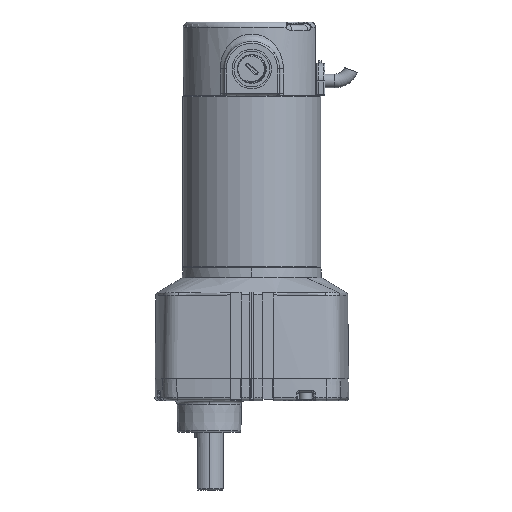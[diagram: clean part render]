
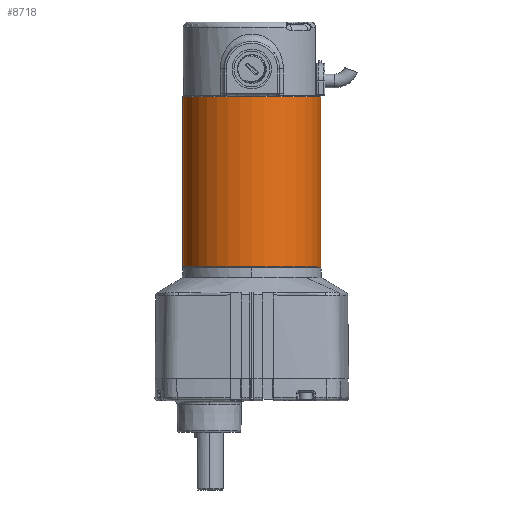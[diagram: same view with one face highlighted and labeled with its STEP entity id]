
A CAD part, left-side view. The second image highlights one B-rep face of the part: STEP entity #8718.
In plain terms, the highlighted cylindrical face has radius 30.671 mm (diameter 61.341 mm), a partial arc.
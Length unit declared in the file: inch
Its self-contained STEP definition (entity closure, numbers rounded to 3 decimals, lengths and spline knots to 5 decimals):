
#536 = VERTEX_POINT ( 'NONE', #22504 ) ;
#4997 = CARTESIAN_POINT ( 'NONE',  ( 0., 1.2075, 0.015 ) ) ;
#5006 = CARTESIAN_POINT ( 'NONE',  ( 0., -1.2075, 0.015 ) ) ;
#5197 = CARTESIAN_POINT ( 'NONE',  ( 0., -1.2075, 2.985 ) ) ;
#8718 = ADVANCED_FACE ( 'NONE', ( #21430 ), #21423, .T. ) ;
#12398 = AXIS2_PLACEMENT_3D ( 'NONE', #34781, #34782, #34783 ) ;
#14286 = AXIS2_PLACEMENT_3D ( 'NONE', #33665, #33667, #33670 ) ;
#15475 = AXIS2_PLACEMENT_3D ( 'NONE', #15573, #15671, #15604 ) ;
#15573 = CARTESIAN_POINT ( 'NONE',  ( 0., 0., 0. ) ) ;
#15604 = DIRECTION ( 'NONE',  ( 0., 1., 0. ) ) ;
#15671 = DIRECTION ( 'NONE',  ( 0., 0., -1. ) ) ;
#15851 = VERTEX_POINT ( 'NONE', #4997 ) ;
#15860 = VERTEX_POINT ( 'NONE', #5006 ) ;
#16051 = VERTEX_POINT ( 'NONE', #5197 ) ;
#17602 = CIRCLE ( 'NONE', #12398, 1.2075 ) ;
#17947 = VECTOR ( 'NONE', #30747, 39.37008 ) ;
#17950 = LINE ( 'NONE', #30746, #17947 ) ;
#18022 = VECTOR ( 'NONE', #30386, 39.37008 ) ;
#18025 = LINE ( 'NONE', #30385, #18022 ) ;
#18138 = CIRCLE ( 'NONE', #14286, 1.2075 ) ;
#21423 = CYLINDRICAL_SURFACE ( 'NONE', #15475, 1.2075 ) ;
#21430 = FACE_OUTER_BOUND ( 'NONE', #36499, .T. ) ;
#22504 = CARTESIAN_POINT ( 'NONE',  ( 0., 1.2075, 2.985 ) ) ;
#27783 = ORIENTED_EDGE ( 'NONE', *, *, #33203, .F. ) ;
#27785 = ORIENTED_EDGE ( 'NONE', *, *, #32894, .T. ) ;
#27786 = ORIENTED_EDGE ( 'NONE', *, *, #33474, .T. ) ;
#27788 = ORIENTED_EDGE ( 'NONE', *, *, #34341, .F. ) ;
#30385 = CARTESIAN_POINT ( 'NONE',  ( 0., -1.2075, 0. ) ) ;
#30386 = DIRECTION ( 'NONE',  ( 0., 0., -1. ) ) ;
#30746 = CARTESIAN_POINT ( 'NONE',  ( 0., 1.2075, 0. ) ) ;
#30747 = DIRECTION ( 'NONE',  ( 0., 0., -1. ) ) ;
#32894 = EDGE_CURVE ( 'NONE', #16051, #536, #18138, .T. ) ;
#33203 = EDGE_CURVE ( 'NONE', #16051, #15860, #18025, .T. ) ;
#33474 = EDGE_CURVE ( 'NONE', #536, #15851, #17950, .T. ) ;
#33665 = CARTESIAN_POINT ( 'NONE',  ( 0., 0., 2.985 ) ) ;
#33667 = DIRECTION ( 'NONE',  ( 0., 0., -1. ) ) ;
#33670 = DIRECTION ( 'NONE',  ( 0., 1., 0. ) ) ;
#34341 = EDGE_CURVE ( 'NONE', #15860, #15851, #17602, .T. ) ;
#34781 = CARTESIAN_POINT ( 'NONE',  ( 0., 0., 0.015 ) ) ;
#34782 = DIRECTION ( 'NONE',  ( 0., 0., -1. ) ) ;
#34783 = DIRECTION ( 'NONE',  ( 0., 1., 0. ) ) ;
#36499 = EDGE_LOOP ( 'NONE', ( #27783, #27785, #27786, #27788 ) ) ;
